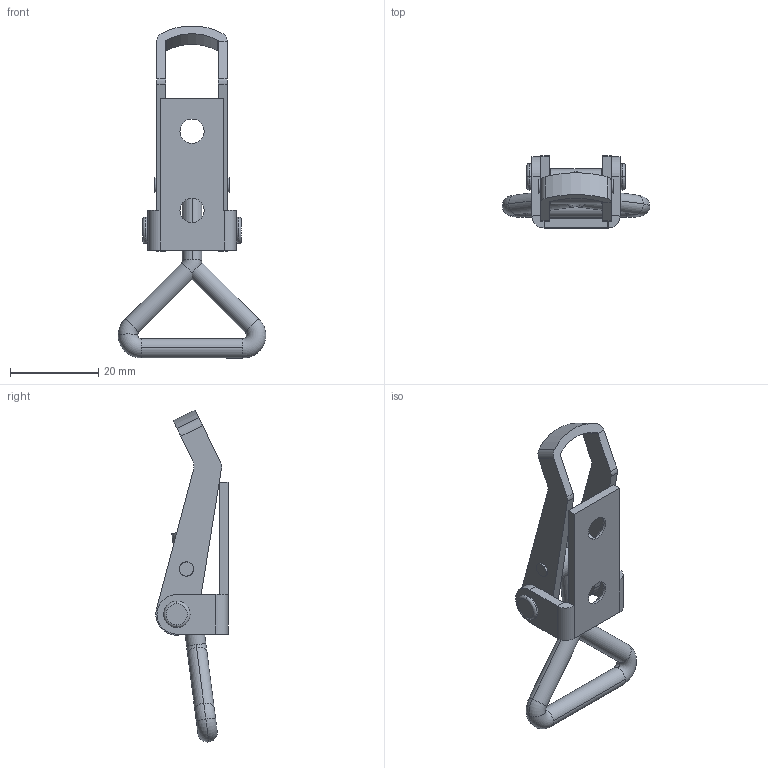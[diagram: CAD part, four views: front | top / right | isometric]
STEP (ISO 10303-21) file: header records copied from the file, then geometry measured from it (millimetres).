
FILE_DESCRIPTION (( 'STEP AP214' ), '1' );
FILE_NAME ('D11823SP - 118 G3 ZP.STEP', '2017-02-15T13:13:16', ( '' ), ( '' ), 'SwSTEP 2.0', 'SolidWorks 2015', '' );
FILE_SCHEMA (( 'AUTOMOTIVE_DESIGN' ));
Length unit declared in the file: millimetre
Products named in the file (6): nit; bygel; Platta; D11823SP - 118 G3 ZP; skruvögla; rulle
Assembly tree (6 placements, depth 2):
  D11823SP - 118 G3 ZP
    Platta
    bygel
    nit  x2
    rulle
    skruvögla
Bounding box: 33.51 x 16.36 x 75.34 mm (x, y, z)
Volume: 5083.4 mm3; surface area: 6096.3 mm2
Topology: 7 solids, 7 shells, 127 faces, 290 edges, 180 vertices
Faces by surface type: cylinder 56, plane 47, torus 16, cone 8
Entity records: 3787 total; most frequent: CARTESIAN_POINT 707, DIRECTION 658, ORIENTED_EDGE 548, EDGE_CURVE 274, AXIS2_PLACEMENT_3D 265, VERTEX_POINT 170, EDGE_LOOP 138, CIRCLE 138
